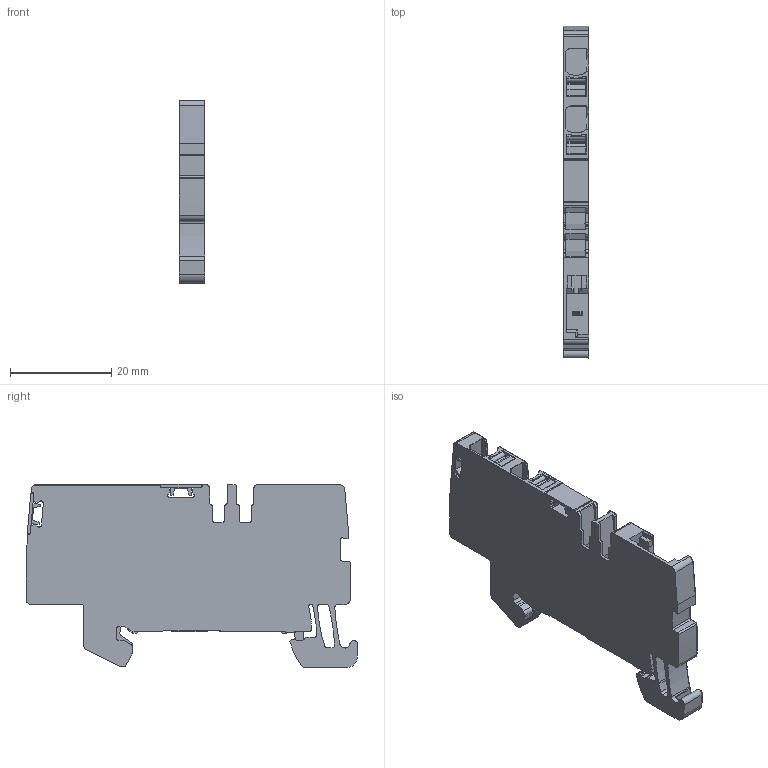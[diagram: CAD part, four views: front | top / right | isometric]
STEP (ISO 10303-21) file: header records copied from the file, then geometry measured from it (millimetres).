
FILE_DESCRIPTION(('CATIA V5R22 STEP214','CAx-IF Rec.Pracs.--- Model Styling and Organization---1.4--- 2014-01-23'),'2;1');
FILE_NAME ('1135733-2_1', '2019-07-05T12:05:22+00:00', ('Weidmueller Interface'), ('Weidmueller'), 'CATIA Version 5-6 Release 2016 SP3 HF44', 'CATIA V5 STEP AP214', 'none');
FILE_SCHEMA(('AUTOMOTIVE_DESIGN { 1 0 10303 214 1 1 1 1 }'));
Length unit declared in the file: millimetre
Products named in the file (1): 2675870000_APGTB_2-5_PE_3C-1_DL
Bounding box: 5.1 x 65.64 x 36.2 mm (x, y, z)
Volume: 7925.9 mm3; surface area: 9628.1 mm2
Topology: 14 solids, 14 shells, 942 faces, 2702 edges, 1794 vertices
Faces by surface type: plane 453, cylinder 408, torus 41, extrusion 40
Entity records: 30206 total; most frequent: CARTESIAN_POINT 6165, ORIENTED_EDGE 5404, DIRECTION 4181, EDGE_CURVE 2702, VERTEX_POINT 1794, VECTOR 1768, LINE 1728, AXIS2_PLACEMENT_3D 1619
